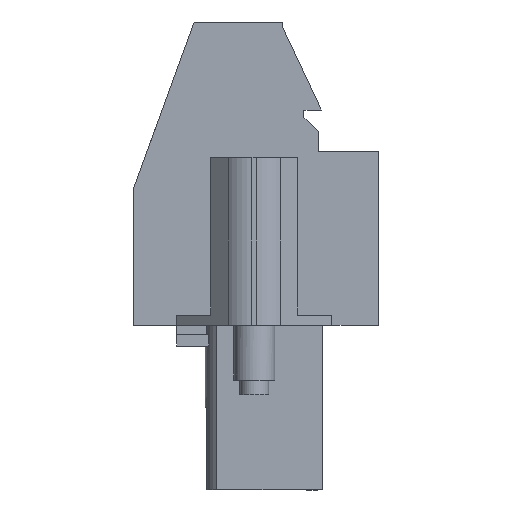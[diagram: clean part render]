
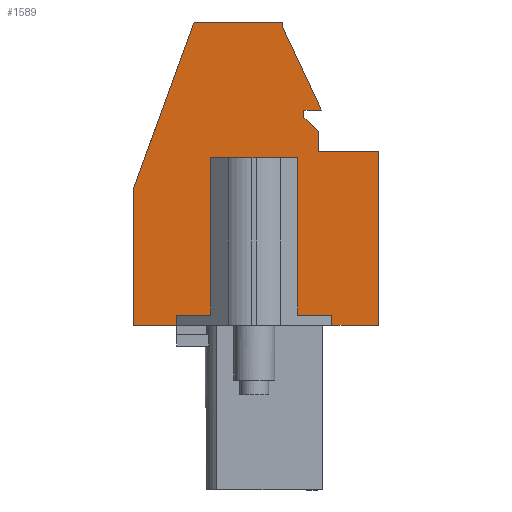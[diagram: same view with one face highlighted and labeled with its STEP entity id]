
A CAD part, left-side view. The second image highlights one B-rep face of the part: STEP entity #1589.
In plain terms, the highlighted planar face has unit normal (-1, 0, 0).
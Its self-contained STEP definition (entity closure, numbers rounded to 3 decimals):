
#711=AXIS2_PLACEMENT_3D('Plane Axis2P3D',#708,#709,#710) ;
#107=CARTESIAN_POINT('Line Origine',(3.47,1.125,7.95)) ;
#111=CARTESIAN_POINT('Vertex',(3.47,2.25,7.95)) ;
#113=CARTESIAN_POINT('Vertex',(3.47,0.,7.95)) ;
#162=CARTESIAN_POINT('Vertex',(3.47,9.75,7.95)) ;
#165=CARTESIAN_POINT('Line Origine',(3.47,10.79,7.95)) ;
#169=CARTESIAN_POINT('Vertex',(3.47,11.83,7.95)) ;
#708=CARTESIAN_POINT('Axis2P3D Location',(3.47,12.132,0.)) ;
#1477=CARTESIAN_POINT('Line Origine',(3.47,0.,12.15)) ;
#1481=CARTESIAN_POINT('Vertex',(3.47,0.,16.35)) ;
#1484=CARTESIAN_POINT('Line Origine',(3.47,1.45,16.35)) ;
#1488=CARTESIAN_POINT('Vertex',(3.47,2.9,16.35)) ;
#1491=CARTESIAN_POINT('Line Origine',(3.47,2.9,16.825)) ;
#1495=CARTESIAN_POINT('Vertex',(3.47,2.9,17.3)) ;
#1498=CARTESIAN_POINT('Line Origine',(3.47,3.25,17.65)) ;
#1502=CARTESIAN_POINT('Vertex',(3.47,3.6,18.)) ;
#1505=CARTESIAN_POINT('Line Origine',(3.47,3.6,18.175)) ;
#1509=CARTESIAN_POINT('Vertex',(3.47,3.6,18.35)) ;
#1512=CARTESIAN_POINT('Line Origine',(3.47,3.18,18.35)) ;
#1516=CARTESIAN_POINT('Vertex',(3.47,2.76,18.35)) ;
#1519=CARTESIAN_POINT('Line Origine',(3.47,3.704,20.375)) ;
#1523=CARTESIAN_POINT('Vertex',(3.47,4.649,22.4)) ;
#1526=CARTESIAN_POINT('Line Origine',(3.47,4.649,22.5)) ;
#1530=CARTESIAN_POINT('Vertex',(3.47,4.649,22.6)) ;
#1533=CARTESIAN_POINT('Line Origine',(3.47,6.778,22.6)) ;
#1537=CARTESIAN_POINT('Vertex',(3.47,8.908,22.6)) ;
#1540=CARTESIAN_POINT('Line Origine',(3.47,10.369,18.586)) ;
#1544=CARTESIAN_POINT('Vertex',(3.47,11.83,14.572)) ;
#1547=CARTESIAN_POINT('Line Origine',(3.47,11.83,11.261)) ;
#1552=CARTESIAN_POINT('Line Origine',(3.47,9.75,8.2)) ;
#1556=CARTESIAN_POINT('Vertex',(3.47,9.75,8.45)) ;
#1559=CARTESIAN_POINT('Line Origine',(3.47,6.,8.45)) ;
#1563=CARTESIAN_POINT('Vertex',(3.47,2.25,8.45)) ;
#1566=CARTESIAN_POINT('Line Origine',(3.47,2.25,8.2)) ;
#108=DIRECTION('Vector Direction',(0.,1.,0.)) ;
#166=DIRECTION('Vector Direction',(0.,-1.,0.)) ;
#709=DIRECTION('Axis2P3D Direction',(-1.,0.,0.)) ;
#710=DIRECTION('Axis2P3D XDirection',(0.,-1.,0.)) ;
#1478=DIRECTION('Vector Direction',(0.,0.,1.)) ;
#1485=DIRECTION('Vector Direction',(0.,1.,0.)) ;
#1492=DIRECTION('Vector Direction',(0.,0.,1.)) ;
#1499=DIRECTION('Vector Direction',(0.,0.707,0.707)) ;
#1506=DIRECTION('Vector Direction',(0.,0.,1.)) ;
#1513=DIRECTION('Vector Direction',(0.,-1.,0.)) ;
#1520=DIRECTION('Vector Direction',(0.,0.423,0.906)) ;
#1527=DIRECTION('Vector Direction',(0.,0.,1.)) ;
#1534=DIRECTION('Vector Direction',(0.,1.,0.)) ;
#1541=DIRECTION('Vector Direction',(0.,0.342,-0.94)) ;
#1548=DIRECTION('Vector Direction',(0.,0.,1.)) ;
#1553=DIRECTION('Vector Direction',(0.,0.,1.)) ;
#1560=DIRECTION('Vector Direction',(0.,1.,0.)) ;
#1567=DIRECTION('Vector Direction',(0.,0.,1.)) ;
#109=VECTOR('Line Direction',#108,1.) ;
#167=VECTOR('Line Direction',#166,1.) ;
#1479=VECTOR('Line Direction',#1478,1.) ;
#1486=VECTOR('Line Direction',#1485,1.) ;
#1493=VECTOR('Line Direction',#1492,1.) ;
#1500=VECTOR('Line Direction',#1499,1.) ;
#1507=VECTOR('Line Direction',#1506,1.) ;
#1514=VECTOR('Line Direction',#1513,1.) ;
#1521=VECTOR('Line Direction',#1520,1.) ;
#1528=VECTOR('Line Direction',#1527,1.) ;
#1535=VECTOR('Line Direction',#1534,1.) ;
#1542=VECTOR('Line Direction',#1541,1.) ;
#1549=VECTOR('Line Direction',#1548,1.) ;
#1554=VECTOR('Line Direction',#1553,1.) ;
#1561=VECTOR('Line Direction',#1560,1.) ;
#1568=VECTOR('Line Direction',#1567,1.) ;
#1572=ORIENTED_EDGE('',*,*,#115,.T.) ;
#1573=ORIENTED_EDGE('',*,*,#1483,.T.) ;
#1574=ORIENTED_EDGE('',*,*,#1490,.T.) ;
#1575=ORIENTED_EDGE('',*,*,#1497,.T.) ;
#1576=ORIENTED_EDGE('',*,*,#1504,.T.) ;
#1577=ORIENTED_EDGE('',*,*,#1511,.T.) ;
#1578=ORIENTED_EDGE('',*,*,#1518,.T.) ;
#1579=ORIENTED_EDGE('',*,*,#1525,.T.) ;
#1580=ORIENTED_EDGE('',*,*,#1532,.T.) ;
#1581=ORIENTED_EDGE('',*,*,#1539,.T.) ;
#1582=ORIENTED_EDGE('',*,*,#1546,.T.) ;
#1583=ORIENTED_EDGE('',*,*,#1551,.T.) ;
#1584=ORIENTED_EDGE('',*,*,#171,.F.) ;
#1585=ORIENTED_EDGE('',*,*,#1558,.T.) ;
#1586=ORIENTED_EDGE('',*,*,#1565,.F.) ;
#1587=ORIENTED_EDGE('',*,*,#1570,.F.) ;
#1589=ADVANCED_FACE('HOUSING',(#1588),#712,.T.) ;
#115=EDGE_CURVE('',#112,#114,#110,.F.) ;
#171=EDGE_CURVE('',#163,#170,#168,.F.) ;
#1483=EDGE_CURVE('',#114,#1482,#1480,.T.) ;
#1490=EDGE_CURVE('',#1482,#1489,#1487,.T.) ;
#1497=EDGE_CURVE('',#1489,#1496,#1494,.T.) ;
#1504=EDGE_CURVE('',#1496,#1503,#1501,.T.) ;
#1511=EDGE_CURVE('',#1503,#1510,#1508,.T.) ;
#1518=EDGE_CURVE('',#1510,#1517,#1515,.T.) ;
#1525=EDGE_CURVE('',#1517,#1524,#1522,.T.) ;
#1532=EDGE_CURVE('',#1524,#1531,#1529,.T.) ;
#1539=EDGE_CURVE('',#1531,#1538,#1536,.T.) ;
#1546=EDGE_CURVE('',#1538,#1545,#1543,.T.) ;
#1551=EDGE_CURVE('',#1545,#170,#1550,.F.) ;
#1558=EDGE_CURVE('',#163,#1557,#1555,.T.) ;
#1565=EDGE_CURVE('',#1564,#1557,#1562,.T.) ;
#1570=EDGE_CURVE('',#112,#1564,#1569,.T.) ;
#1571=EDGE_LOOP('',(#1572,#1573,#1574,#1575,#1576,#1577,#1578,#1579,#1580,#1581,#1582,#1583,#1584,#1585,#1586,#1587)) ;
#1588=FACE_OUTER_BOUND('',#1571,.T.) ;
#110=LINE('Line',#107,#109) ;
#168=LINE('Line',#165,#167) ;
#1480=LINE('Line',#1477,#1479) ;
#1487=LINE('Line',#1484,#1486) ;
#1494=LINE('Line',#1491,#1493) ;
#1501=LINE('Line',#1498,#1500) ;
#1508=LINE('Line',#1505,#1507) ;
#1515=LINE('Line',#1512,#1514) ;
#1522=LINE('Line',#1519,#1521) ;
#1529=LINE('Line',#1526,#1528) ;
#1536=LINE('Line',#1533,#1535) ;
#1543=LINE('Line',#1540,#1542) ;
#1550=LINE('Line',#1547,#1549) ;
#1555=LINE('Line',#1552,#1554) ;
#1562=LINE('Line',#1559,#1561) ;
#1569=LINE('Line',#1566,#1568) ;
#712=PLANE('',#711) ;
#112=VERTEX_POINT('',#111) ;
#114=VERTEX_POINT('',#113) ;
#163=VERTEX_POINT('',#162) ;
#170=VERTEX_POINT('',#169) ;
#1482=VERTEX_POINT('',#1481) ;
#1489=VERTEX_POINT('',#1488) ;
#1496=VERTEX_POINT('',#1495) ;
#1503=VERTEX_POINT('',#1502) ;
#1510=VERTEX_POINT('',#1509) ;
#1517=VERTEX_POINT('',#1516) ;
#1524=VERTEX_POINT('',#1523) ;
#1531=VERTEX_POINT('',#1530) ;
#1538=VERTEX_POINT('',#1537) ;
#1545=VERTEX_POINT('',#1544) ;
#1557=VERTEX_POINT('',#1556) ;
#1564=VERTEX_POINT('',#1563) ;
